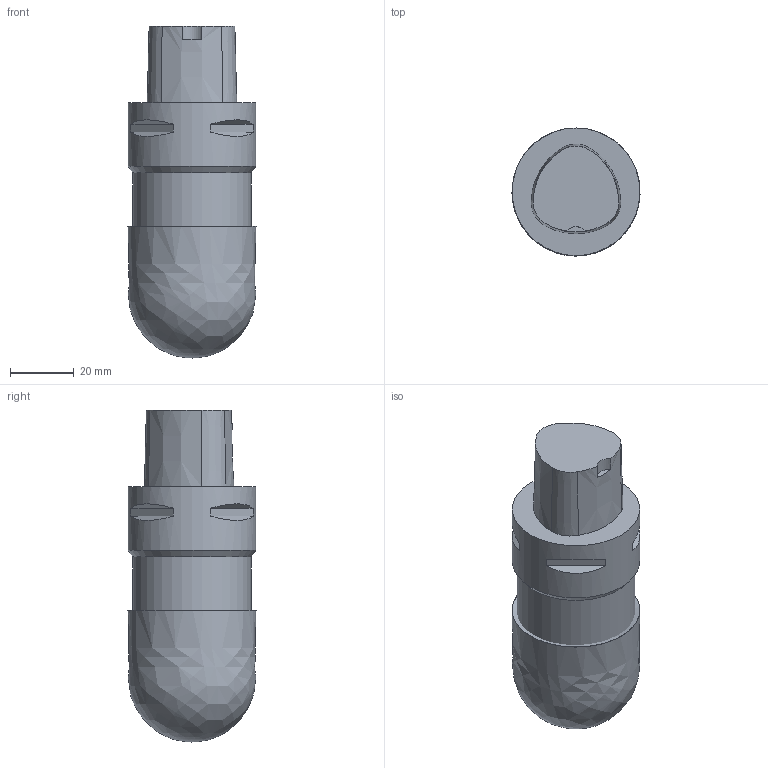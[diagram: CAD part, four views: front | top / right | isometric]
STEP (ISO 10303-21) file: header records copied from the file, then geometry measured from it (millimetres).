
FILE_DESCRIPTION(/* description */ (''),/* implementation_level */ '2;1');
FILE_NAME(/* name */ '1582782613137.stp',/* time_stamp */ '2020-02-27T11:20:24+06:00',/* author */ (''),/* organization */ ('SMS'),/* preprocessor_version */ 'ST-DEVELOPER v16.7',/* originating_system */ 'SIEMENS PLM Software NX 12.0',/* authorisation */ '');
FILE_SCHEMA (('AUTOMOTIVE_DESIGN { 1 0 10303 214 3 1 1 1 }'));
Length unit declared in the file: millimetre
Products named in the file (4): ASSEMBLY_CONSTRUCTION; 202039778mod000_00; 202366763mod000_00; 202366764mod000_00
Assembly tree (3 placements, depth 2):
  202366764mod000_00
    202366763mod000_00
    202039778mod000_00
    ASSEMBLY_CONSTRUCTION
Bounding box: 40.1 x 40.1 x 104 mm (x, y, z)
Volume: 131824.4 mm3; surface area: 19942.2 mm2
Topology: 2 solids, 2 shells, 38 faces, 85 edges, 64 vertices
Faces by surface type: plane 16, cone 11, bspline 5, cylinder 3, sphere 3
Full cylindrical faces by diameter (mm): 37 x1, 40 x1
Entity records: 8416 total; most frequent: CARTESIAN_POINT 7444, DIRECTION 184, ORIENTED_EDGE 128, AXIS2_PLACEMENT_3D 81, EDGE_CURVE 64, EDGE_LOOP 58, VERTEX_POINT 48, ADVANCED_FACE 38
